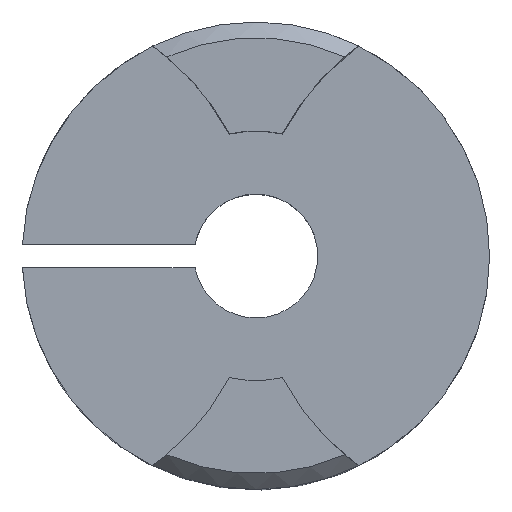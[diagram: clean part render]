
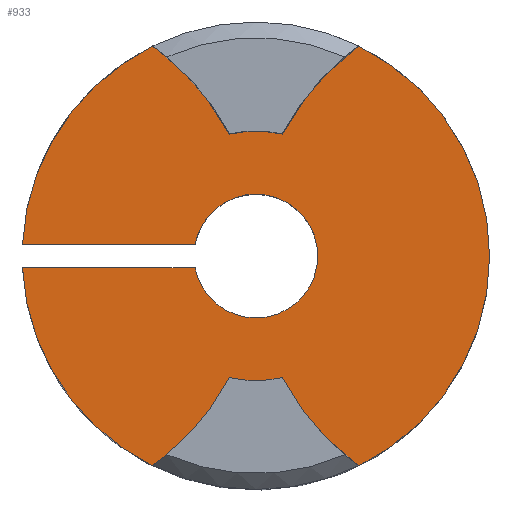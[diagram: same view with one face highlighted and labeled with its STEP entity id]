
A CAD part, top view. The second image highlights one B-rep face of the part: STEP entity #933.
In plain terms, the highlighted planar face has unit normal (0, 0, 1).
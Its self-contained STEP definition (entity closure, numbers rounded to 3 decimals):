
#14 = CARTESIAN_POINT ( 'NONE',  ( -16.383, 0., 11.303 ) ) ;
#48 = CARTESIAN_POINT ( 'NONE',  ( -3.895, -0.762, 11.303 ) ) ;
#58 = CARTESIAN_POINT ( 'NONE',  ( -16.383, 0., 11.303 ) ) ;
#64 = EDGE_CURVE ( 'NONE', #65, #798, #212, .T. ) ;
#65 = VERTEX_POINT ( 'NONE', #435 ) ;
#69 = DIRECTION ( 'NONE',  ( 1., 0., 0. ) ) ;
#72 = CIRCLE ( 'NONE', #997, 8.001 ) ;
#83 = EDGE_CURVE ( 'NONE', #928, #492, #467, .T. ) ;
#95 = CARTESIAN_POINT ( 'NONE',  ( 1.698, -7.819, 11.303 ) ) ;
#102 = EDGE_CURVE ( 'NONE', #122, #879, #233, .T. ) ;
#105 = VERTEX_POINT ( 'NONE', #648 ) ;
#107 = CARTESIAN_POINT ( 'NONE',  ( 0., 0., 11.303 ) ) ;
#118 = DIRECTION ( 'NONE',  ( 0., 0., 1. ) ) ;
#122 = VERTEX_POINT ( 'NONE', #975 ) ;
#136 = DIRECTION ( 'NONE',  ( 0., 0., -1. ) ) ;
#143 = DIRECTION ( 'NONE',  ( 1., 0., 0. ) ) ;
#162 = AXIS2_PLACEMENT_3D ( 'NONE', #234, #298, #307 ) ;
#165 = VERTEX_POINT ( 'NONE', #470 ) ;
#168 = CARTESIAN_POINT ( 'NONE',  ( 0., 0., 11.303 ) ) ;
#196 = EDGE_CURVE ( 'NONE', #798, #780, #329, .T. ) ;
#202 = ORIENTED_EDGE ( 'NONE', *, *, #269, .F. ) ;
#206 = ORIENTED_EDGE ( 'NONE', *, *, #476, .T. ) ;
#212 = CIRCLE ( 'NONE', #616, 16.637 ) ;
#218 = AXIS2_PLACEMENT_3D ( 'NONE', #769, #775, #778 ) ;
#225 = FACE_OUTER_BOUND ( 'NONE', #946, .T. ) ;
#226 = PLANE ( 'NONE',  #162 ) ;
#233 = CIRCLE ( 'NONE', #817, 14.986 ) ;
#234 = CARTESIAN_POINT ( 'NONE',  ( 8.192, 0., 11.303 ) ) ;
#247 = AXIS2_PLACEMENT_3D ( 'NONE', #14, #626, #688 ) ;
#251 = CARTESIAN_POINT ( 'NONE',  ( 0., 0., 11.303 ) ) ;
#255 = CARTESIAN_POINT ( 'NONE',  ( 0., 0., 11.303 ) ) ;
#257 = CARTESIAN_POINT ( 'NONE',  ( 1.698, 7.819, 11.303 ) ) ;
#260 = CARTESIAN_POINT ( 'NONE',  ( -1.698, -7.819, 11.303 ) ) ;
#269 = EDGE_CURVE ( 'NONE', #492, #165, #463, .T. ) ;
#270 = EDGE_CURVE ( 'NONE', #276, #763, #72, .T. ) ;
#276 = VERTEX_POINT ( 'NONE', #95 ) ;
#277 = CARTESIAN_POINT ( 'NONE',  ( -6.598, 13.455, 11.303 ) ) ;
#286 = ORIENTED_EDGE ( 'NONE', *, *, #64, .T. ) ;
#298 = DIRECTION ( 'NONE',  ( 0., 0., 1. ) ) ;
#303 = CIRCLE ( 'NONE', #247, 16.637 ) ;
#307 = DIRECTION ( 'NONE',  ( 1., 0., 0. ) ) ;
#322 = CARTESIAN_POINT ( 'NONE',  ( -1.698, 7.819, 11.303 ) ) ;
#327 = CIRCLE ( 'NONE', #857, 14.986 ) ;
#329 = CIRCLE ( 'NONE', #581, 8.001 ) ;
#336 = DIRECTION ( 'NONE',  ( 0., 0., 1. ) ) ;
#345 = CARTESIAN_POINT ( 'NONE',  ( 0., 0., 11.303 ) ) ;
#350 = DIRECTION ( 'NONE',  ( 0., 0., 1. ) ) ;
#354 = DIRECTION ( 'NONE',  ( 1., 0., 0. ) ) ;
#358 = EDGE_CURVE ( 'NONE', #780, #640, #303, .T. ) ;
#372 = CARTESIAN_POINT ( 'NONE',  ( -14.967, 0.762, 11.303 ) ) ;
#389 = CARTESIAN_POINT ( 'NONE',  ( -6.598, -13.455, 11.303 ) ) ;
#400 = DIRECTION ( 'NONE',  ( 0., 0., 1. ) ) ;
#417 = DIRECTION ( 'NONE',  ( 1., 0., 0. ) ) ;
#427 = CARTESIAN_POINT ( 'NONE',  ( 16.383, 0., 11.303 ) ) ;
#435 = CARTESIAN_POINT ( 'NONE',  ( 6.598, 13.455, 11.303 ) ) ;
#436 = CIRCLE ( 'NONE', #218, 14.986 ) ;
#440 = DIRECTION ( 'NONE',  ( 0., 0., -1. ) ) ;
#447 = VERTEX_POINT ( 'NONE', #372 ) ;
#448 = VECTOR ( 'NONE', #921, 1000. ) ;
#458 = CIRCLE ( 'NONE', #902, 16.637 ) ;
#463 = CIRCLE ( 'NONE', #827, 3.969 ) ;
#467 = CIRCLE ( 'NONE', #856, 3.969 ) ;
#470 = CARTESIAN_POINT ( 'NONE',  ( -3.895, 0.762, 11.303 ) ) ;
#473 = EDGE_CURVE ( 'NONE', #105, #928, #539, .T. ) ;
#476 = EDGE_CURVE ( 'NONE', #879, #65, #522, .T. ) ;
#481 = DIRECTION ( 'NONE',  ( -1., 0., 0. ) ) ;
#483 = CARTESIAN_POINT ( 'NONE',  ( -3.895, 0.762, 11.303 ) ) ;
#492 = VERTEX_POINT ( 'NONE', #908 ) ;
#494 = DIRECTION ( 'NONE',  ( 1., 0., 0. ) ) ;
#522 = CIRCLE ( 'NONE', #717, 14.986 ) ;
#535 = VERTEX_POINT ( 'NONE', #389 ) ;
#539 = LINE ( 'NONE', #927, #448 ) ;
#566 = DIRECTION ( 'NONE',  ( 0., 0., 1. ) ) ;
#581 = AXIS2_PLACEMENT_3D ( 'NONE', #255, #336, #417 ) ;
#592 = DIRECTION ( 'NONE',  ( 1., 0., 0. ) ) ;
#595 = CARTESIAN_POINT ( 'NONE',  ( 16.383, 0., 11.303 ) ) ;
#603 = DIRECTION ( 'NONE',  ( 0., 0., 1. ) ) ;
#616 = AXIS2_PLACEMENT_3D ( 'NONE', #595, #118, #674 ) ;
#617 = ORIENTED_EDGE ( 'NONE', *, *, #83, .F. ) ;
#626 = DIRECTION ( 'NONE',  ( 0., 0., 1. ) ) ;
#633 = EDGE_CURVE ( 'NONE', #105, #535, #327, .T. ) ;
#636 = EDGE_CURVE ( 'NONE', #122, #276, #855, .T. ) ;
#640 = VERTEX_POINT ( 'NONE', #277 ) ;
#648 = CARTESIAN_POINT ( 'NONE',  ( -14.967, -0.762, 11.303 ) ) ;
#661 = DIRECTION ( 'NONE',  ( 1., 0., 0. ) ) ;
#674 = DIRECTION ( 'NONE',  ( 1., 0., 0. ) ) ;
#688 = DIRECTION ( 'NONE',  ( 1., 0., 0. ) ) ;
#693 = ORIENTED_EDGE ( 'NONE', *, *, #473, .F. ) ;
#694 = CARTESIAN_POINT ( 'NONE',  ( 0., 0., 11.303 ) ) ;
#713 = VECTOR ( 'NONE', #481, 1000. ) ;
#714 = CARTESIAN_POINT ( 'NONE',  ( 14.986, 0., 11.303 ) ) ;
#716 = DIRECTION ( 'NONE',  ( 0., 0., -1. ) ) ;
#717 = AXIS2_PLACEMENT_3D ( 'NONE', #694, #603, #592 ) ;
#736 = ORIENTED_EDGE ( 'NONE', *, *, #636, .F. ) ;
#750 = ORIENTED_EDGE ( 'NONE', *, *, #270, .F. ) ;
#763 = VERTEX_POINT ( 'NONE', #260 ) ;
#769 = CARTESIAN_POINT ( 'NONE',  ( 0., 0., 11.303 ) ) ;
#775 = DIRECTION ( 'NONE',  ( 0., 0., 1. ) ) ;
#778 = DIRECTION ( 'NONE',  ( 1., 0., 0. ) ) ;
#780 = VERTEX_POINT ( 'NONE', #322 ) ;
#789 = ORIENTED_EDGE ( 'NONE', *, *, #840, .F. ) ;
#798 = VERTEX_POINT ( 'NONE', #257 ) ;
#814 = ORIENTED_EDGE ( 'NONE', *, *, #102, .T. ) ;
#817 = AXIS2_PLACEMENT_3D ( 'NONE', #939, #400, #850 ) ;
#827 = AXIS2_PLACEMENT_3D ( 'NONE', #107, #566, #661 ) ;
#837 = ORIENTED_EDGE ( 'NONE', *, *, #196, .T. ) ;
#840 = EDGE_CURVE ( 'NONE', #165, #447, #909, .T. ) ;
#850 = DIRECTION ( 'NONE',  ( 1., 0., 0. ) ) ;
#855 = CIRCLE ( 'NONE', #916, 16.637 ) ;
#856 = AXIS2_PLACEMENT_3D ( 'NONE', #168, #936, #69 ) ;
#857 = AXIS2_PLACEMENT_3D ( 'NONE', #345, #350, #354 ) ;
#859 = ORIENTED_EDGE ( 'NONE', *, *, #358, .T. ) ;
#877 = ORIENTED_EDGE ( 'NONE', *, *, #633, .T. ) ;
#879 = VERTEX_POINT ( 'NONE', #714 ) ;
#902 = AXIS2_PLACEMENT_3D ( 'NONE', #58, #136, #143 ) ;
#908 = CARTESIAN_POINT ( 'NONE',  ( 3.969, 0., 11.303 ) ) ;
#909 = LINE ( 'NONE', #483, #713 ) ;
#916 = AXIS2_PLACEMENT_3D ( 'NONE', #427, #440, #494 ) ;
#921 = DIRECTION ( 'NONE',  ( 1., 0., 0. ) ) ;
#923 = EDGE_CURVE ( 'NONE', #763, #535, #458, .T. ) ;
#927 = CARTESIAN_POINT ( 'NONE',  ( -14.967, -0.762, 11.303 ) ) ;
#928 = VERTEX_POINT ( 'NONE', #48 ) ;
#933 = ADVANCED_FACE ( 'NONE', ( #225 ), #226, .T. ) ;
#936 = DIRECTION ( 'NONE',  ( 0., 0., 1. ) ) ;
#939 = CARTESIAN_POINT ( 'NONE',  ( 0., 0., 11.303 ) ) ;
#946 = EDGE_LOOP ( 'NONE', ( #789, #202, #617, #693, #877, #973, #750, #736, #814, #206, #286, #837, #859, #968 ) ) ;
#966 = DIRECTION ( 'NONE',  ( 1., 0., 0. ) ) ;
#968 = ORIENTED_EDGE ( 'NONE', *, *, #980, .T. ) ;
#973 = ORIENTED_EDGE ( 'NONE', *, *, #923, .F. ) ;
#975 = CARTESIAN_POINT ( 'NONE',  ( 6.598, -13.455, 11.303 ) ) ;
#980 = EDGE_CURVE ( 'NONE', #640, #447, #436, .T. ) ;
#997 = AXIS2_PLACEMENT_3D ( 'NONE', #251, #716, #966 ) ;
